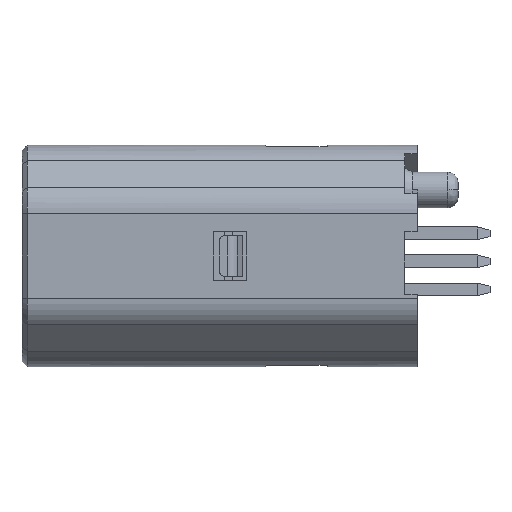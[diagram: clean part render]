
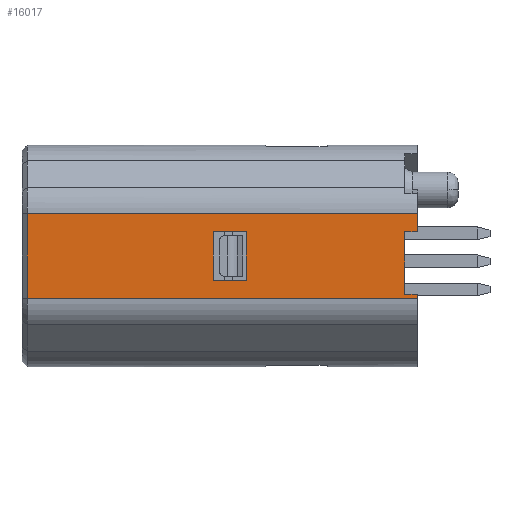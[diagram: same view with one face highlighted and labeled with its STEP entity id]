
A CAD part, left-side view. The second image highlights one B-rep face of the part: STEP entity #16017.
In plain terms, the highlighted planar face has unit normal (-1, 0, 0).
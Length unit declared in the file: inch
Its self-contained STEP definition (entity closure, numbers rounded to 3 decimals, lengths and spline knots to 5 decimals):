
#4146=DIRECTION('',(0.,1.,0.));
#4147=VECTOR('',#4146,0.05118);
#4148=CARTESIAN_POINT('',(-1.12369,0.04261,
-0.10236));
#4149=LINE('',#4148,#4147);
#4174=DIRECTION('',(0.,0.,1.));
#4175=VECTOR('',#4174,0.0748);
#4176=CARTESIAN_POINT('',(-1.12369,0.09379,
-0.10236));
#4177=LINE('',#4176,#4175);
#4178=DIRECTION('',(0.,-1.,0.));
#4179=VECTOR('',#4178,0.01969);
#4180=CARTESIAN_POINT('',(-1.12369,-0.20149,
-0.12402));
#4181=LINE('',#4180,#4179);
#4182=DIRECTION('',(0.,0.,-1.));
#4183=VECTOR('',#4182,0.00591);
#4184=CARTESIAN_POINT('',(-1.12369,-0.22117,
-0.12402));
#4185=LINE('',#4184,#4183);
#4186=DIRECTION('',(0.,0.,1.));
#4187=VECTOR('',#4186,0.12992);
#4188=CARTESIAN_POINT('',(-1.12369,0.38119,-0.12992));
#4189=LINE('',#4188,#4187);
#4190=DIRECTION('',(0.,0.,-1.));
#4191=VECTOR('',#4190,0.02756);
#4192=CARTESIAN_POINT('',(-1.12369,-0.22117,
0.));
#4193=LINE('',#4192,#4191);
#4194=DIRECTION('',(0.,1.,0.));
#4195=VECTOR('',#4194,0.01969);
#4196=CARTESIAN_POINT('',(-1.12369,-0.22117,
-0.02756));
#4197=LINE('',#4196,#4195);
#4198=DIRECTION('',(0.,0.,-1.));
#4199=VECTOR('',#4198,0.09646);
#4200=CARTESIAN_POINT('',(-1.12369,-0.20149,
-0.02756));
#4201=LINE('',#4200,#4199);
#4429=DIRECTION('',(0.,1.,0.));
#4430=VECTOR('',#4429,0.60236);
#4431=CARTESIAN_POINT('',(-1.12369,-0.22117,
0.));
#4432=LINE('',#4431,#4430);
#4463=DIRECTION('',(0.,-1.,0.));
#4464=VECTOR('',#4463,0.60236);
#4465=CARTESIAN_POINT('',(-1.12369,0.38119,-0.12992));
#4466=LINE('',#4465,#4464);
#4695=DIRECTION('',(0.,0.,-1.));
#4696=VECTOR('',#4695,0.0748);
#4697=CARTESIAN_POINT('',(-1.12369,0.04261,
-0.02756));
#4698=LINE('',#4697,#4696);
#4711=DIRECTION('',(0.,-1.,0.));
#4712=VECTOR('',#4711,0.05118);
#4713=CARTESIAN_POINT('',(-1.12369,0.09379,
-0.02756));
#4714=LINE('',#4713,#4712);
#5797=CARTESIAN_POINT('',(-1.12369,-0.20149,
-0.12402));
#5798=CARTESIAN_POINT('',(-1.12369,-0.22117,
-0.12402));
#5799=VERTEX_POINT('',#5797);
#5800=VERTEX_POINT('',#5798);
#5801=CARTESIAN_POINT('',(-1.12369,-0.22117,
-0.12992));
#5802=VERTEX_POINT('',#5801);
#5803=CARTESIAN_POINT('',(-1.12369,0.38119,-0.12992));
#5804=VERTEX_POINT('',#5803);
#5805=CARTESIAN_POINT('',(-1.12369,0.38119,
0.));
#5806=VERTEX_POINT('',#5805);
#5807=CARTESIAN_POINT('',(-1.12369,-0.22117,
0.));
#5808=VERTEX_POINT('',#5807);
#5809=CARTESIAN_POINT('',(-1.12369,-0.22117,
-0.02756));
#5810=VERTEX_POINT('',#5809);
#5811=CARTESIAN_POINT('',(-1.12369,-0.20149,
-0.02756));
#5812=VERTEX_POINT('',#5811);
#5813=CARTESIAN_POINT('',(-1.12369,0.09379,
-0.10236));
#5814=CARTESIAN_POINT('',(-1.12369,0.09379,
-0.02756));
#5815=VERTEX_POINT('',#5813);
#5816=VERTEX_POINT('',#5814);
#5817=CARTESIAN_POINT('',(-1.12369,0.04261,
-0.10236));
#5818=VERTEX_POINT('',#5817);
#5819=CARTESIAN_POINT('',(-1.12369,0.04261,
-0.02756));
#5820=VERTEX_POINT('',#5819);
#15986=CARTESIAN_POINT('',(-1.12369,0.0741,
-0.11601));
#15987=DIRECTION('',(-1.,0.,0.));
#15988=DIRECTION('',(0.,0.,1.));
#15989=AXIS2_PLACEMENT_3D('',#15986,#15987,#15988);
#15990=PLANE('',#15989);
#15992=ORIENTED_EDGE('',*,*,#15991,.T.);
#15994=ORIENTED_EDGE('',*,*,#15993,.T.);
#15996=ORIENTED_EDGE('',*,*,#15995,.F.);
#15998=ORIENTED_EDGE('',*,*,#15997,.T.);
#16000=ORIENTED_EDGE('',*,*,#15999,.F.);
#16002=ORIENTED_EDGE('',*,*,#16001,.T.);
#16004=ORIENTED_EDGE('',*,*,#16003,.T.);
#16006=ORIENTED_EDGE('',*,*,#16005,.T.);
#16007=EDGE_LOOP('',(#15992,#15994,#15996,#15998,#16000,#16002,#16004,#16006));
#16008=FACE_OUTER_BOUND('',#16007,.F.);
#16009=ORIENTED_EDGE('',*,*,#15972,.F.);
#16010=ORIENTED_EDGE('',*,*,#15907,.F.);
#16012=ORIENTED_EDGE('',*,*,#16011,.F.);
#16014=ORIENTED_EDGE('',*,*,#16013,.F.);
#16015=EDGE_LOOP('',(#16009,#16010,#16012,#16014));
#16016=FACE_BOUND('',#16015,.F.);
#16017=ADVANCED_FACE('',(#16008,#16016),#15990,.T.);
#15907=EDGE_CURVE('',#5818,#5815,#4149,.T.);
#15972=EDGE_CURVE('',#5815,#5816,#4177,.T.);
#15991=EDGE_CURVE('',#5799,#5800,#4181,.T.);
#15993=EDGE_CURVE('',#5800,#5802,#4185,.T.);
#15995=EDGE_CURVE('',#5804,#5802,#4466,.T.);
#15997=EDGE_CURVE('',#5804,#5806,#4189,.T.);
#15999=EDGE_CURVE('',#5808,#5806,#4432,.T.);
#16001=EDGE_CURVE('',#5808,#5810,#4193,.T.);
#16003=EDGE_CURVE('',#5810,#5812,#4197,.T.);
#16005=EDGE_CURVE('',#5812,#5799,#4201,.T.);
#16011=EDGE_CURVE('',#5820,#5818,#4698,.T.);
#16013=EDGE_CURVE('',#5816,#5820,#4714,.T.);
